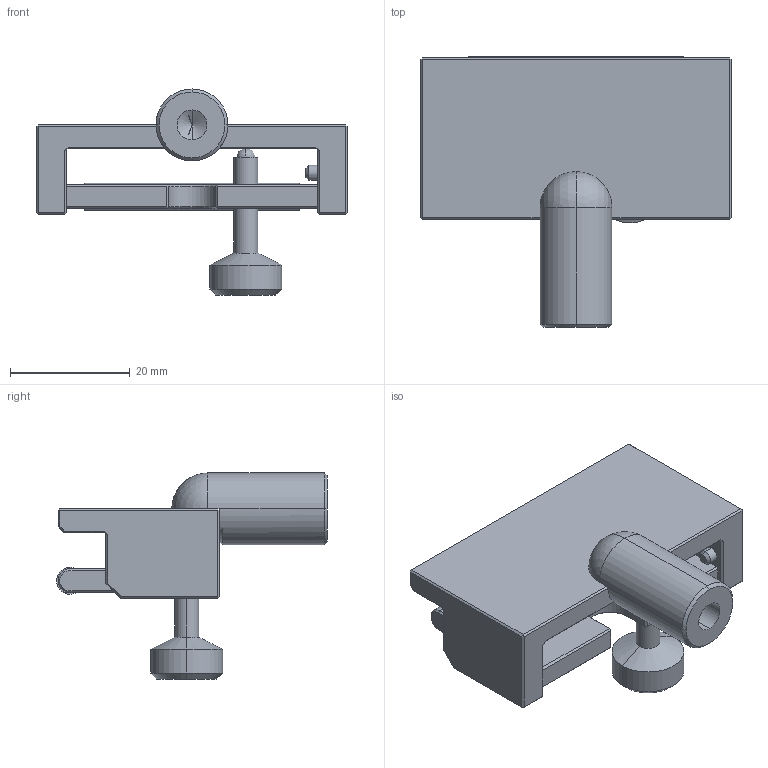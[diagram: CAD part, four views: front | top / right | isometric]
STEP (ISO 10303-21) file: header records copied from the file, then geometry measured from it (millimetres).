
FILE_DESCRIPTION (( 'STEP AP203' ), '1' );
FILE_NAME ('GCM-1311M三维外形图.STEP', '2016-12-30T00:30:54', ( '' ), ( '' ), 'SwSTEP 2.0', 'SolidWorks 2015', '' );
FILE_SCHEMA (( 'CONFIG_CONTROL_DESIGN' ));
Length unit declared in the file: millimetre
Products named in the file (2): GCM-1311M三维外形图
Bounding box: 52 x 45.25 x 34.4 mm (x, y, z)
Volume: 14609.5 mm3; surface area: 8435.4 mm2
Topology: 1 solids, 1 shells, 162 faces, 383 edges, 217 vertices
Faces by surface type: plane 109, cylinder 25, cone 24, sphere 4
Entity records: 4619 total; most frequent: DIRECTION 786, CARTESIAN_POINT 766, ORIENTED_EDGE 750, EDGE_CURVE 375, LINE 284, VECTOR 284, AXIS2_PLACEMENT_3D 251, VERTEX_POINT 215
